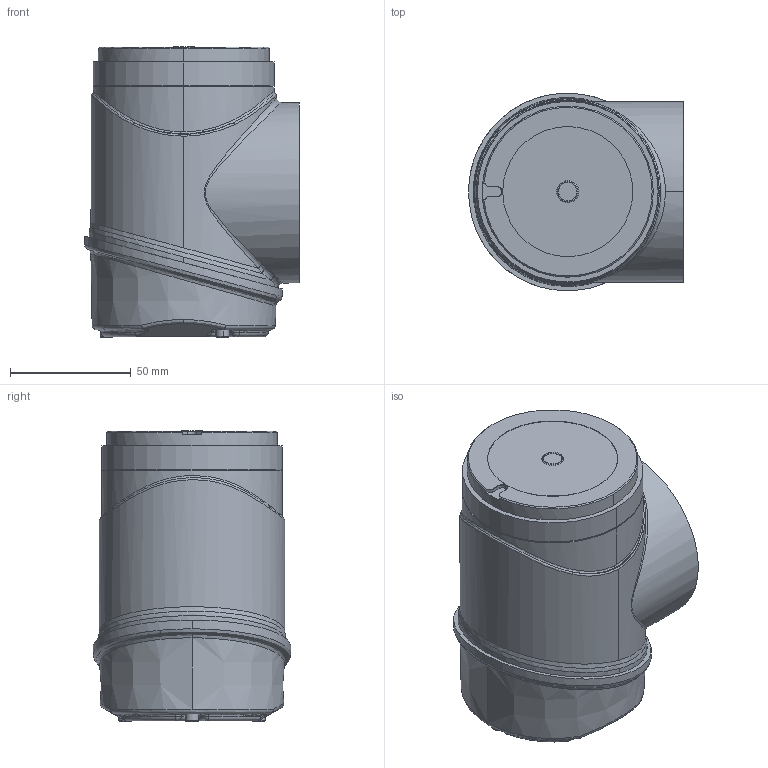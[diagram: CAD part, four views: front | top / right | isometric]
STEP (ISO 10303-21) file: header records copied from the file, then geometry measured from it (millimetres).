
FILE_DESCRIPTION (( 'STEP AP203' ), '1' );
FILE_NAME ('i10_32_Default_sldprt.STEP', '2023-11-12T11:46:15', ( '' ), ( '' ), 'SwSTEP 2.0', 'SolidWorks 2021', '' );
FILE_SCHEMA (( 'CONFIG_CONTROL_DESIGN' ));
Length unit declared in the file: millimetre
Products named in the file (1): i10_32_Default_sldprt
Bounding box: 89.17 x 81.96 x 120.5 mm (x, y, z)
Volume: 590528 mm3; surface area: 44029.9 mm2
Topology: 1 solids, 3 shells, 305 faces, 761 edges, 465 vertices
Faces by surface type: plane 89, bspline 77, cylinder 74, torus 34, cone 19, sphere 12
Entity records: 17667 total; most frequent: CARTESIAN_POINT 10877, ORIENTED_EDGE 1486, DIRECTION 1283, EDGE_CURVE 743, AXIS2_PLACEMENT_3D 506, VERTEX_POINT 465, EDGE_LOOP 328, ADVANCED_FACE 305
